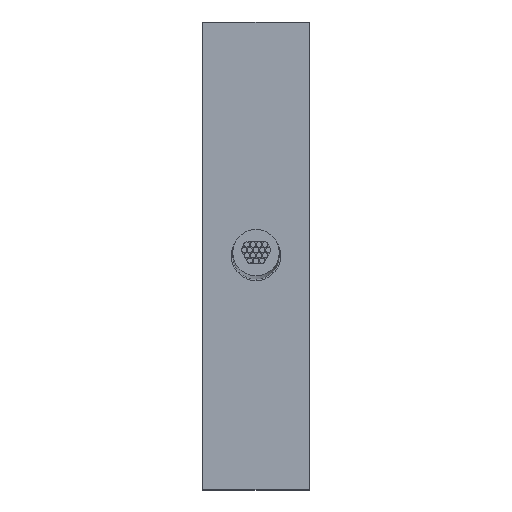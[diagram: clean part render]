
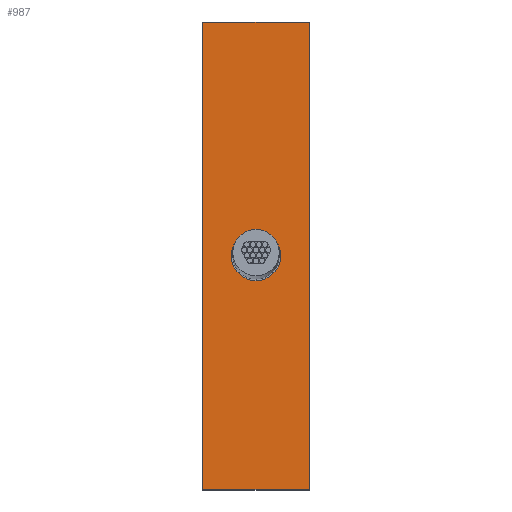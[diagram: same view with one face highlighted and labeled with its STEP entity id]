
A CAD part, top view. The second image highlights one B-rep face of the part: STEP entity #987.
In plain terms, the highlighted face is planar.
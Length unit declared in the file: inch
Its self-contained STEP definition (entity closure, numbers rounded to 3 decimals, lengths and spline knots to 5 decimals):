
#1=DIRECTION('',(0.,0.,-1.));
#2=VECTOR('',#1,0.875);
#3=CARTESIAN_POINT('',(-0.1,-0.4375,0.4375));
#4=LINE('',#3,#2);
#37=DIRECTION('',(1.,0.,0.));
#38=VECTOR('',#37,0.2);
#39=CARTESIAN_POINT('',(-0.1,-0.4375,0.4375));
#40=LINE('',#39,#38);
#41=CARTESIAN_POINT('',(0.,-0.4375,-0.0005));
#42=DIRECTION('',(0.,-1.,0.));
#43=DIRECTION('',(0.,0.,-1.));
#44=AXIS2_PLACEMENT_3D('',#41,#42,#43);
#46=CARTESIAN_POINT('',(0.,-0.4375,-0.0005));
#47=DIRECTION('',(0.,-1.,0.));
#48=DIRECTION('',(0.,0.,1.));
#49=AXIS2_PLACEMENT_3D('',#46,#47,#48);
#219=DIRECTION('',(1.,0.,0.));
#220=VECTOR('',#219,0.2);
#221=CARTESIAN_POINT('',(-0.1,-0.4375,-0.4375));
#222=LINE('',#221,#220);
#223=DIRECTION('',(0.,0.,-1.));
#224=VECTOR('',#223,0.875);
#225=CARTESIAN_POINT('',(0.1,-0.4375,0.4375));
#226=LINE('',#225,#224);
#732=CARTESIAN_POINT('',(-0.1,-0.4375,0.4375));
#733=CARTESIAN_POINT('',(-0.1,-0.4375,-0.4375));
#734=VERTEX_POINT('',#732);
#735=VERTEX_POINT('',#733);
#740=CARTESIAN_POINT('',(0.1,-0.4375,0.4375));
#741=CARTESIAN_POINT('',(0.1,-0.4375,-0.4375));
#742=VERTEX_POINT('',#740);
#743=VERTEX_POINT('',#741);
#764=CARTESIAN_POINT('',(0.,-0.4375,-0.047));
#765=CARTESIAN_POINT('',(0.,-0.4375,0.046));
#766=VERTEX_POINT('',#764);
#767=VERTEX_POINT('',#765);
#967=CARTESIAN_POINT('',(-0.1,-0.4375,0.4375));
#968=DIRECTION('',(0.,-1.,0.));
#969=DIRECTION('',(0.,0.,-1.));
#970=AXIS2_PLACEMENT_3D('',#967,#968,#969);
#971=PLANE('',#970);
#972=ORIENTED_EDGE('',*,*,#944,.F.);
#974=ORIENTED_EDGE('',*,*,#973,.T.);
#976=ORIENTED_EDGE('',*,*,#975,.T.);
#978=ORIENTED_EDGE('',*,*,#977,.F.);
#979=EDGE_LOOP('',(#972,#974,#976,#978));
#980=FACE_OUTER_BOUND('',#979,.F.);
#982=ORIENTED_EDGE('',*,*,#981,.T.);
#984=ORIENTED_EDGE('',*,*,#983,.T.);
#985=EDGE_LOOP('',(#982,#984));
#986=FACE_BOUND('',#985,.F.);
#987=ADVANCED_FACE('',(#980,#986),#971,.T.);
#45=CIRCLE('',#44,0.0465);
#50=CIRCLE('',#49,0.0465);
#944=EDGE_CURVE('',#734,#735,#4,.T.);
#973=EDGE_CURVE('',#734,#742,#40,.T.);
#975=EDGE_CURVE('',#742,#743,#226,.T.);
#977=EDGE_CURVE('',#735,#743,#222,.T.);
#981=EDGE_CURVE('',#766,#767,#45,.T.);
#983=EDGE_CURVE('',#767,#766,#50,.T.);
